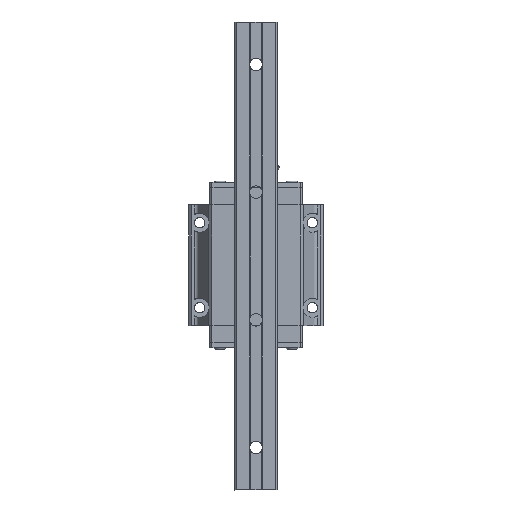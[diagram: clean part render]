
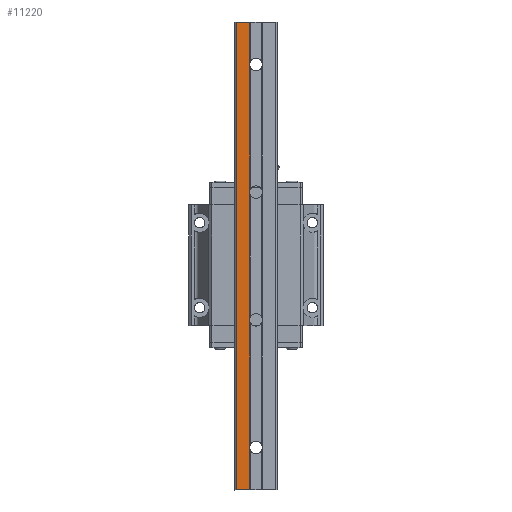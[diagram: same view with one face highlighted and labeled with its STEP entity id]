
A CAD part, front view. The second image highlights one B-rep face of the part: STEP entity #11220.
In plain terms, the highlighted face is planar.
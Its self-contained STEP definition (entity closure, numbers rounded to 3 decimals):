
#20 = CARTESIAN_POINT ( 'NONE',  ( -9.117, -110., 0. ) ) ;
#80 = VECTOR ( 'NONE', #2777, 1000. ) ;
#471 = EDGE_CURVE ( 'NONE', #3695, #3178, #1821, .T. ) ;
#685 = LINE ( 'NONE', #11536, #1057 ) ;
#750 = VERTEX_POINT ( 'NONE', #868 ) ;
#868 = CARTESIAN_POINT ( 'NONE',  ( -3., 110., 0. ) ) ;
#1057 = VECTOR ( 'NONE', #10283, 1000. ) ;
#1127 = PLANE ( 'NONE',  #7327 ) ;
#1231 = ORIENTED_EDGE ( 'NONE', *, *, #10754, .T. ) ;
#1686 = CARTESIAN_POINT ( 'NONE',  ( -9.117, 110., 0. ) ) ;
#1821 = LINE ( 'NONE', #4001, #80 ) ;
#1893 = VECTOR ( 'NONE', #8438, 1000. ) ;
#1916 = CARTESIAN_POINT ( 'NONE',  ( -3., 90., 0. ) ) ;
#2004 = DIRECTION ( 'NONE',  ( 0., 1., 0. ) ) ;
#2184 = VECTOR ( 'NONE', #2887, 1000. ) ;
#2190 = CARTESIAN_POINT ( 'NONE',  ( -3., -110., 0. ) ) ;
#2478 = VERTEX_POINT ( 'NONE', #1916 ) ;
#2777 = DIRECTION ( 'NONE',  ( 0., -1., 0. ) ) ;
#2805 = ORIENTED_EDGE ( 'NONE', *, *, #10833, .T. ) ;
#2887 = DIRECTION ( 'NONE',  ( 0., -1., 0. ) ) ;
#2925 = VECTOR ( 'NONE', #6041, 1000. ) ;
#3012 = ORIENTED_EDGE ( 'NONE', *, *, #11254, .T. ) ;
#3149 = VERTEX_POINT ( 'NONE', #20 ) ;
#3178 = VERTEX_POINT ( 'NONE', #2190 ) ;
#3240 = CARTESIAN_POINT ( 'NONE',  ( -9.117, -110., 0. ) ) ;
#3261 = EDGE_CURVE ( 'NONE', #8069, #750, #10923, .T. ) ;
#3695 = VERTEX_POINT ( 'NONE', #4864 ) ;
#4001 = CARTESIAN_POINT ( 'NONE',  ( -3., -110., 0. ) ) ;
#4113 = CARTESIAN_POINT ( 'NONE',  ( -3., -110., 0. ) ) ;
#4265 = EDGE_CURVE ( 'NONE', #3149, #3178, #8525, .T. ) ;
#4479 = LINE ( 'NONE', #3240, #5600 ) ;
#4864 = CARTESIAN_POINT ( 'NONE',  ( -3., -90., 0. ) ) ;
#5600 = VECTOR ( 'NONE', #2004, 1000. ) ;
#6041 = DIRECTION ( 'NONE',  ( 1., 0., 0. ) ) ;
#6704 = FACE_OUTER_BOUND ( 'NONE', #8095, .T. ) ;
#6804 = VERTEX_POINT ( 'NONE', #9941 ) ;
#7017 = DIRECTION ( 'NONE',  ( -1., 0., 0. ) ) ;
#7292 = CARTESIAN_POINT ( 'NONE',  ( -10.235, -110., 0. ) ) ;
#7327 = AXIS2_PLACEMENT_3D ( 'NONE', #9468, #8242, #7017 ) ;
#7503 = EDGE_CURVE ( 'NONE', #2478, #6804, #685, .T. ) ;
#7662 = DIRECTION ( 'NONE',  ( 0., -1., 0. ) ) ;
#7746 = ORIENTED_EDGE ( 'NONE', *, *, #10369, .T. ) ;
#8069 = VERTEX_POINT ( 'NONE', #1686 ) ;
#8095 = EDGE_LOOP ( 'NONE', ( #1231, #10338, #8170, #2805, #8493, #7746, #9596, #3012 ) ) ;
#8170 = ORIENTED_EDGE ( 'NONE', *, *, #4265, .F. ) ;
#8242 = DIRECTION ( 'NONE',  ( 0., 0., -1. ) ) ;
#8438 = DIRECTION ( 'NONE',  ( 1., 0., 0. ) ) ;
#8493 = ORIENTED_EDGE ( 'NONE', *, *, #3261, .T. ) ;
#8525 = LINE ( 'NONE', #7292, #2925 ) ;
#8892 = CARTESIAN_POINT ( 'NONE',  ( -3., -110., 0. ) ) ;
#9468 = CARTESIAN_POINT ( 'NONE',  ( -3., -110., 0. ) ) ;
#9543 = DIRECTION ( 'NONE',  ( 0., -1., 0. ) ) ;
#9596 = ORIENTED_EDGE ( 'NONE', *, *, #7503, .T. ) ;
#9658 = CARTESIAN_POINT ( 'NONE',  ( -10.235, 110., 0. ) ) ;
#9941 = CARTESIAN_POINT ( 'NONE',  ( -3., 30., 0. ) ) ;
#10124 = VECTOR ( 'NONE', #9543, 1000. ) ;
#10140 = LINE ( 'NONE', #8892, #11394 ) ;
#10171 = VERTEX_POINT ( 'NONE', #11467 ) ;
#10283 = DIRECTION ( 'NONE',  ( 0., -1., 0. ) ) ;
#10299 = LINE ( 'NONE', #4113, #2184 ) ;
#10338 = ORIENTED_EDGE ( 'NONE', *, *, #471, .T. ) ;
#10369 = EDGE_CURVE ( 'NONE', #750, #2478, #12044, .T. ) ;
#10754 = EDGE_CURVE ( 'NONE', #10171, #3695, #10299, .T. ) ;
#10808 = CARTESIAN_POINT ( 'NONE',  ( -3., -110., 0. ) ) ;
#10833 = EDGE_CURVE ( 'NONE', #3149, #8069, #4479, .T. ) ;
#10923 = LINE ( 'NONE', #9658, #1893 ) ;
#11220 = ADVANCED_FACE ( 'NONE', ( #6704 ), #1127, .T. ) ;
#11254 = EDGE_CURVE ( 'NONE', #6804, #10171, #10140, .T. ) ;
#11394 = VECTOR ( 'NONE', #7662, 1000. ) ;
#11467 = CARTESIAN_POINT ( 'NONE',  ( -3., -30., 0. ) ) ;
#11536 = CARTESIAN_POINT ( 'NONE',  ( -3., -110., 0. ) ) ;
#12044 = LINE ( 'NONE', #10808, #10124 ) ;
